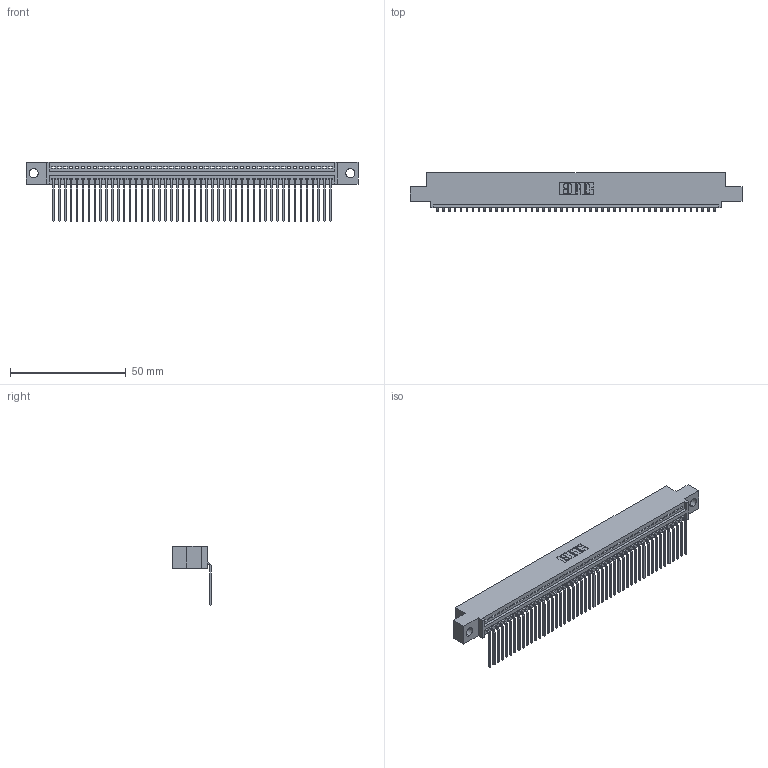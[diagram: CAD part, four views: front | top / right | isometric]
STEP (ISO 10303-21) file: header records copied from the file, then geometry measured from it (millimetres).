
FILE_DESCRIPTION (( 'STEP AP203' ), '1' );
FILE_NAME ('395-048-559-404.STEP', '2019-10-23T02:39:46', ( '' ), ( '' ), 'SwSTEP 2.0', 'SolidWorks 2016', '' );
FILE_SCHEMA (( 'CONFIG_CONTROL_DESIGN' ));
Length unit declared in the file: inch
Products named in the file (3): 345-292-001_558 559 Tail - 1; 395-048-559-404; 345 Part_0.110 Offset - 0.156 Dia-TH
Assembly tree (49 placements, depth 2):
  395-048-559-404
    345 Part_0.110 Offset - 0.156 Dia-TH
    345-292-001_558 559 Tail - 1  x48
Bounding box: 143.13 x 16.75 x 25.53 mm (x, y, z)
Volume: 13642.4 mm3; surface area: 19041.4 mm2
Topology: 49 solids, 49 shells, 3010 faces, 9089 edges, 5994 vertices
Faces by surface type: plane 2100, cylinder 910
Entity records: 35537 total; most frequent: CARTESIAN_POINT 6164, ORIENTED_EDGE 6146, DIRECTION 5373, EDGE_CURVE 3073, VECTOR 2749, LINE 2749, VERTEX_POINT 2046, AXIS2_PLACEMENT_3D 1312
